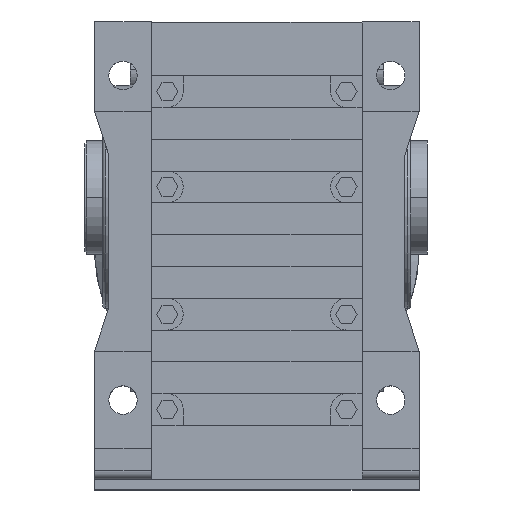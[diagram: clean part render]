
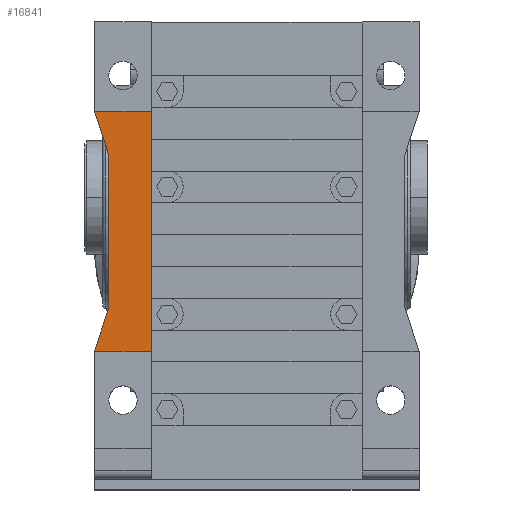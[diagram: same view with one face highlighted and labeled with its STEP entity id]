
A CAD part, top view. The second image highlights one B-rep face of the part: STEP entity #16841.
In plain terms, the highlighted planar face has unit normal (0, 0, 1).
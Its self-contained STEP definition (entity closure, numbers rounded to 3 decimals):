
#844 = VERTEX_POINT('',#845);
#845 = CARTESIAN_POINT('',(-100.,-95.,108.85));
#859 = PLANE('',#860);
#860 = AXIS2_PLACEMENT_3D('',#861,#862,#863);
#861 = CARTESIAN_POINT('',(-100.,-95.,112.));
#862 = DIRECTION('',(-0.951,0.308,0.));
#863 = DIRECTION('',(-0.308,-0.951,0.));
#1303 = PLANE('',#1304);
#1304 = AXIS2_PLACEMENT_3D('',#1305,#1306,#1307);
#1305 = CARTESIAN_POINT('',(100.,-95.,112.));
#1306 = DIRECTION('',(0.,-1.,0.));
#1307 = DIRECTION('',(0.,0.,-1.));
#4596 = PLANE('',#4597);
#4597 = AXIS2_PLACEMENT_3D('',#4598,#4599,#4600);
#4598 = CARTESIAN_POINT('',(-65.,108.,95.35));
#4599 = DIRECTION('',(-1.,0.,0.));
#4600 = DIRECTION('',(0.,0.,1.));
#5189 = PLANE('',#5190);
#5190 = AXIS2_PLACEMENT_3D('',#5191,#5192,#5193);
#5191 = CARTESIAN_POINT('',(-91.25,-68.,112.));
#5192 = DIRECTION('',(-1.,0.,0.));
#5193 = DIRECTION('',(0.,0.,1.));
#5217 = PLANE('',#5218);
#5218 = AXIS2_PLACEMENT_3D('',#5219,#5220,#5221);
#5219 = CARTESIAN_POINT('',(-91.25,26.,112.));
#5220 = DIRECTION('',(-0.951,-0.308,0.));
#5221 = DIRECTION('',(0.308,-0.951,0.));
#5490 = VERTEX_POINT('',#5491);
#5491 = CARTESIAN_POINT('',(-65.,-95.,108.85));
#5514 = EDGE_CURVE('',#5490,#844,#5515,.T.);
#5515 = SURFACE_CURVE('',#5516,(#5520,#5527),.PCURVE_S1.);
#5516 = LINE('',#5517,#5518);
#5517 = CARTESIAN_POINT('',(100.,-95.,108.85));
#5518 = VECTOR('',#5519,1.);
#5519 = DIRECTION('',(-1.,0.,0.));
#5520 = PCURVE('',#1303,#5521);
#5521 = DEFINITIONAL_REPRESENTATION('',(#5522),#5526);
#5522 = LINE('',#5523,#5524);
#5523 = CARTESIAN_POINT('',(3.15,0.));
#5524 = VECTOR('',#5525,1.);
#5525 = DIRECTION('',(0.,-1.));
#5526 = ( GEOMETRIC_REPRESENTATION_CONTEXT(2) 
PARAMETRIC_REPRESENTATION_CONTEXT() REPRESENTATION_CONTEXT('2D SPACE',''
  ) );
#5527 = PCURVE('',#5528,#5533);
#5528 = PLANE('',#5529);
#5529 = AXIS2_PLACEMENT_3D('',#5530,#5531,#5532);
#5530 = CARTESIAN_POINT('',(100.,53.,108.85));
#5531 = DIRECTION('',(0.,0.,-1.));
#5532 = DIRECTION('',(0.,1.,0.));
#5533 = DEFINITIONAL_REPRESENTATION('',(#5534),#5538);
#5534 = LINE('',#5535,#5536);
#5535 = CARTESIAN_POINT('',(-148.,0.));
#5536 = VECTOR('',#5537,1.);
#5537 = DIRECTION('',(0.,-1.));
#5538 = ( GEOMETRIC_REPRESENTATION_CONTEXT(2) 
PARAMETRIC_REPRESENTATION_CONTEXT() REPRESENTATION_CONTEXT('2D SPACE',''
  ) );
#5682 = EDGE_CURVE('',#844,#5683,#5685,.T.);
#5683 = VERTEX_POINT('',#5684);
#5684 = CARTESIAN_POINT('',(-91.25,-68.,108.85));
#5685 = SURFACE_CURVE('',#5686,(#5690,#5697),.PCURVE_S1.);
#5686 = LINE('',#5687,#5688);
#5687 = CARTESIAN_POINT('',(-37.587,97.588,108.85));
#5688 = VECTOR('',#5689,1.);
#5689 = DIRECTION('',(0.308,0.951,0.)
  );
#5690 = PCURVE('',#859,#5691);
#5691 = DEFINITIONAL_REPRESENTATION('',(#5692),#5696);
#5692 = LINE('',#5693,#5694);
#5693 = CARTESIAN_POINT('',(-202.449,-3.15));
#5694 = VECTOR('',#5695,1.);
#5695 = DIRECTION('',(-1.,0.));
#5696 = ( GEOMETRIC_REPRESENTATION_CONTEXT(2) 
PARAMETRIC_REPRESENTATION_CONTEXT() REPRESENTATION_CONTEXT('2D SPACE',''
  ) );
#5697 = PCURVE('',#5528,#5698);
#5698 = DEFINITIONAL_REPRESENTATION('',(#5699),#5703);
#5699 = LINE('',#5700,#5701);
#5700 = CARTESIAN_POINT('',(44.588,-137.587));
#5701 = VECTOR('',#5702,1.);
#5702 = DIRECTION('',(0.951,0.308));
#5703 = ( GEOMETRIC_REPRESENTATION_CONTEXT(2) 
PARAMETRIC_REPRESENTATION_CONTEXT() REPRESENTATION_CONTEXT('2D SPACE',''
  ) );
#14244 = VERTEX_POINT('',#14245);
#14245 = CARTESIAN_POINT('',(-65.,53.,108.85));
#14259 = PLANE('',#14260);
#14260 = AXIS2_PLACEMENT_3D('',#14261,#14262,#14263);
#14261 = CARTESIAN_POINT('',(100.,53.,112.));
#14262 = DIRECTION('',(0.,1.,0.));
#14263 = DIRECTION('',(0.,0.,1.));
#14271 = EDGE_CURVE('',#14244,#5490,#14272,.T.);
#14272 = SURFACE_CURVE('',#14273,(#14277,#14284),.PCURVE_S1.);
#14273 = LINE('',#14274,#14275);
#14274 = CARTESIAN_POINT('',(-65.,53.,108.85));
#14275 = VECTOR('',#14276,1.);
#14276 = DIRECTION('',(0.,-1.,0.));
#14277 = PCURVE('',#4596,#14278);
#14278 = DEFINITIONAL_REPRESENTATION('',(#14279),#14283);
#14279 = LINE('',#14280,#14281);
#14280 = CARTESIAN_POINT('',(13.5,-55.));
#14281 = VECTOR('',#14282,1.);
#14282 = DIRECTION('',(0.,-1.));
#14283 = ( GEOMETRIC_REPRESENTATION_CONTEXT(2) 
PARAMETRIC_REPRESENTATION_CONTEXT() REPRESENTATION_CONTEXT('2D SPACE',''
  ) );
#14284 = PCURVE('',#5528,#14285);
#14285 = DEFINITIONAL_REPRESENTATION('',(#14286),#14290);
#14286 = LINE('',#14287,#14288);
#14287 = CARTESIAN_POINT('',(0.,-165.));
#14288 = VECTOR('',#14289,1.);
#14289 = DIRECTION('',(-1.,0.));
#14290 = ( GEOMETRIC_REPRESENTATION_CONTEXT(2) 
PARAMETRIC_REPRESENTATION_CONTEXT() REPRESENTATION_CONTEXT('2D SPACE',''
  ) );
#15055 = VERTEX_POINT('',#15056);
#15056 = CARTESIAN_POINT('',(-100.,53.,108.85));
#15377 = EDGE_CURVE('',#15378,#15055,#15380,.T.);
#15378 = VERTEX_POINT('',#15379);
#15379 = CARTESIAN_POINT('',(-91.25,26.,108.85));
#15380 = SURFACE_CURVE('',#15381,(#15385,#15392),.PCURVE_S1.);
#15381 = LINE('',#15382,#15383);
#15382 = CARTESIAN_POINT('',(-80.992,-5.655,108.85));
#15383 = VECTOR('',#15384,1.);
#15384 = DIRECTION('',(-0.308,0.951,
    0.));
#15385 = PCURVE('',#5217,#15386);
#15386 = DEFINITIONAL_REPRESENTATION('',(#15387),#15391);
#15387 = LINE('',#15388,#15389);
#15388 = CARTESIAN_POINT('',(33.275,-3.15));
#15389 = VECTOR('',#15390,1.);
#15390 = DIRECTION('',(-1.,0.));
#15391 = ( GEOMETRIC_REPRESENTATION_CONTEXT(2) 
PARAMETRIC_REPRESENTATION_CONTEXT() REPRESENTATION_CONTEXT('2D SPACE',''
  ) );
#15392 = PCURVE('',#5528,#15393);
#15393 = DEFINITIONAL_REPRESENTATION('',(#15394),#15398);
#15394 = LINE('',#15395,#15396);
#15395 = CARTESIAN_POINT('',(-58.655,-180.992));
#15396 = VECTOR('',#15397,1.);
#15397 = DIRECTION('',(0.951,-0.308));
#15398 = ( GEOMETRIC_REPRESENTATION_CONTEXT(2) 
PARAMETRIC_REPRESENTATION_CONTEXT() REPRESENTATION_CONTEXT('2D SPACE',''
  ) );
#15592 = EDGE_CURVE('',#5683,#15378,#15593,.T.);
#15593 = SURFACE_CURVE('',#15594,(#15598,#15605),.PCURVE_S1.);
#15594 = LINE('',#15595,#15596);
#15595 = CARTESIAN_POINT('',(-91.25,53.,108.85));
#15596 = VECTOR('',#15597,1.);
#15597 = DIRECTION('',(0.,1.,0.));
#15598 = PCURVE('',#5189,#15599);
#15599 = DEFINITIONAL_REPRESENTATION('',(#15600),#15604);
#15600 = LINE('',#15601,#15602);
#15601 = CARTESIAN_POINT('',(-3.15,121.));
#15602 = VECTOR('',#15603,1.);
#15603 = DIRECTION('',(0.,1.));
#15604 = ( GEOMETRIC_REPRESENTATION_CONTEXT(2) 
PARAMETRIC_REPRESENTATION_CONTEXT() REPRESENTATION_CONTEXT('2D SPACE',''
  ) );
#15605 = PCURVE('',#5528,#15606);
#15606 = DEFINITIONAL_REPRESENTATION('',(#15607),#15611);
#15607 = LINE('',#15608,#15609);
#15608 = CARTESIAN_POINT('',(0.,-191.25));
#15609 = VECTOR('',#15610,1.);
#15610 = DIRECTION('',(1.,0.));
#15611 = ( GEOMETRIC_REPRESENTATION_CONTEXT(2) 
PARAMETRIC_REPRESENTATION_CONTEXT() REPRESENTATION_CONTEXT('2D SPACE',''
  ) );
#16841 = ADVANCED_FACE('',(#16842),#5528,.F.);
#16842 = FACE_BOUND('',#16843,.T.);
#16843 = EDGE_LOOP('',(#16844,#16845,#16866,#16867,#16868,#16869));
#16844 = ORIENTED_EDGE('',*,*,#14271,.F.);
#16845 = ORIENTED_EDGE('',*,*,#16846,.T.);
#16846 = EDGE_CURVE('',#14244,#15055,#16847,.T.);
#16847 = SURFACE_CURVE('',#16848,(#16852,#16859),.PCURVE_S1.);
#16848 = LINE('',#16849,#16850);
#16849 = CARTESIAN_POINT('',(100.,53.,108.85));
#16850 = VECTOR('',#16851,1.);
#16851 = DIRECTION('',(-1.,0.,0.));
#16852 = PCURVE('',#5528,#16853);
#16853 = DEFINITIONAL_REPRESENTATION('',(#16854),#16858);
#16854 = LINE('',#16855,#16856);
#16855 = CARTESIAN_POINT('',(0.,0.));
#16856 = VECTOR('',#16857,1.);
#16857 = DIRECTION('',(0.,-1.));
#16858 = ( GEOMETRIC_REPRESENTATION_CONTEXT(2) 
PARAMETRIC_REPRESENTATION_CONTEXT() REPRESENTATION_CONTEXT('2D SPACE',''
  ) );
#16859 = PCURVE('',#14259,#16860);
#16860 = DEFINITIONAL_REPRESENTATION('',(#16861),#16865);
#16861 = LINE('',#16862,#16863);
#16862 = CARTESIAN_POINT('',(-3.15,0.));
#16863 = VECTOR('',#16864,1.);
#16864 = DIRECTION('',(0.,-1.));
#16865 = ( GEOMETRIC_REPRESENTATION_CONTEXT(2) 
PARAMETRIC_REPRESENTATION_CONTEXT() REPRESENTATION_CONTEXT('2D SPACE',''
  ) );
#16866 = ORIENTED_EDGE('',*,*,#15377,.F.);
#16867 = ORIENTED_EDGE('',*,*,#15592,.F.);
#16868 = ORIENTED_EDGE('',*,*,#5682,.F.);
#16869 = ORIENTED_EDGE('',*,*,#5514,.F.);
